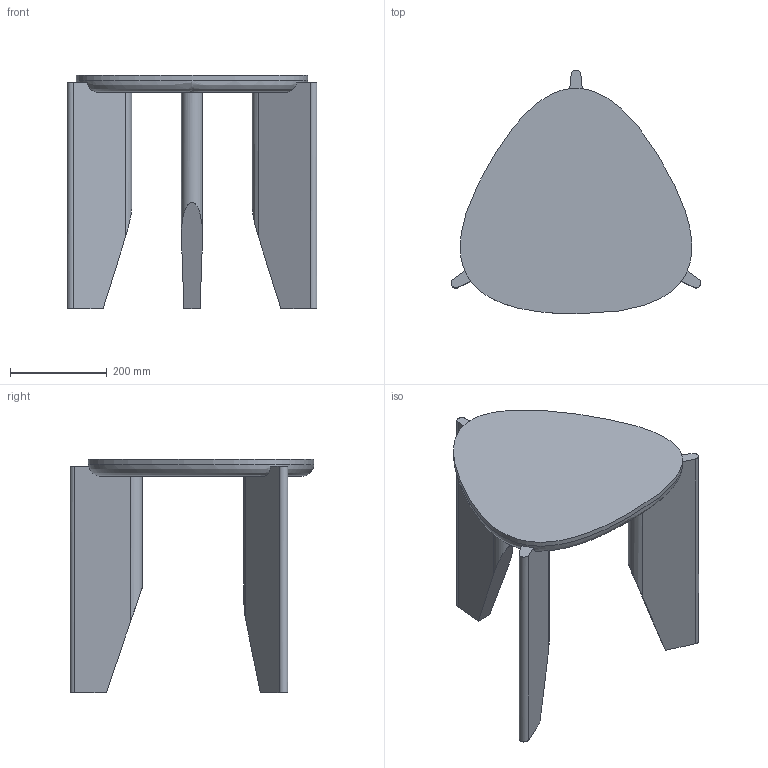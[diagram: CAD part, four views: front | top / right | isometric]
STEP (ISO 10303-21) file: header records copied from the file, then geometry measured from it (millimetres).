
FILE_DESCRIPTION(/* description */ (''),/* implementation_level */ '2;1');
FILE_NAME(/* name */ 'Trigon_CB-354_3D',/* time_stamp */ '2023-10-06T13:27:39+02:00',/* author */ (''),/* organization */ (''),/* preprocessor_version */ 'ST-DEVELOPER v16.5',/* originating_system */ 'Rhino 7.31',/* authorisation */ '');
FILE_SCHEMA (('AUTOMOTIVE_DESIGN'));
Length unit declared in the file: centimetre
Products named in the file (2): Document; Trigon_CB-354
Assembly tree (1 placements, depth 2):
  Document
    Trigon_CB-354
Bounding box: 517.63 x 505.02 x 483.5 mm (x, y, z)
Surface area: 822388.6 mm2 (no closed solid volume)
Topology: 0 solids, 22 shells, 55 faces, 176 edges, 141 vertices
Faces by surface type: plane 35, cylinder 18, bspline 2
Entity records: 2954 total; most frequent: CARTESIAN_POINT 1648, ORIENTED_EDGE 250, EDGE_CURVE 176, VERTEX_POINT 141, B_SPLINE_CURVE_WITH_KNOTS 125, DIRECTION 61, AXIS2_PLACEMENT_3D 57, ADVANCED_FACE 55
